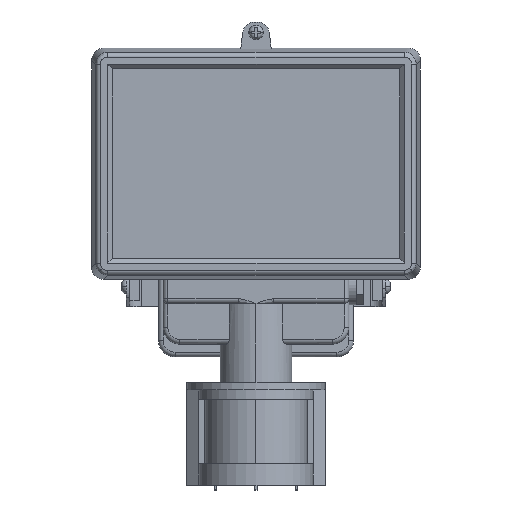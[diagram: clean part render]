
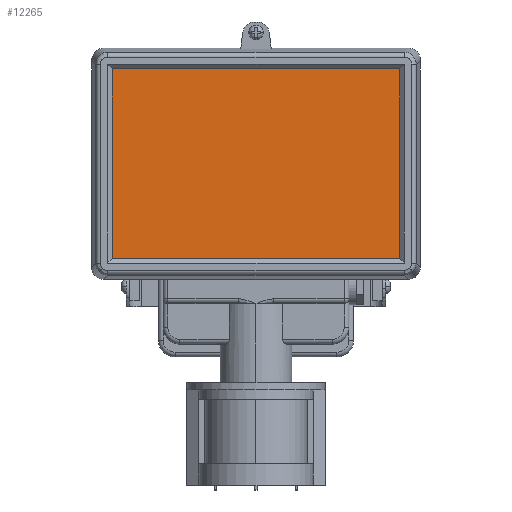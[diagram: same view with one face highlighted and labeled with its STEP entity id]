
A CAD part, top view. The second image highlights one B-rep face of the part: STEP entity #12265.
In plain terms, the highlighted planar face has unit normal (0, 0, 1).
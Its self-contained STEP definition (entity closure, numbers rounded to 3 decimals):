
#595 = CARTESIAN_POINT ( 'NONE',  ( -64.42, -43.92, 8. ) ) ;
#1782 = VERTEX_POINT ( 'NONE', #10147 ) ;
#2318 = ORIENTED_EDGE ( 'NONE', *, *, #5289, .T. ) ;
#2407 = DIRECTION ( 'NONE',  ( 0., 1., 0. ) ) ;
#2546 = LINE ( 'NONE', #13281, #4231 ) ;
#2676 = DIRECTION ( 'NONE',  ( 0., 0., -1. ) ) ;
#2762 = DIRECTION ( 'NONE',  ( 1., 0., 0. ) ) ;
#2934 = ORIENTED_EDGE ( 'NONE', *, *, #3358, .T. ) ;
#3278 = VECTOR ( 'NONE', #2407, 1000. ) ;
#3358 = EDGE_CURVE ( 'NONE', #9763, #3615, #6266, .T. ) ;
#3615 = VERTEX_POINT ( 'NONE', #9116 ) ;
#3633 = VECTOR ( 'NONE', #11505, 1000. ) ;
#3994 = CARTESIAN_POINT ( 'NONE',  ( -64.42, -43.92, 8. ) ) ;
#4231 = VECTOR ( 'NONE', #6844, 1000. ) ;
#5100 = FACE_OUTER_BOUND ( 'NONE', #9692, .T. ) ;
#5207 = LINE ( 'NONE', #3994, #6371 ) ;
#5289 = EDGE_CURVE ( 'NONE', #1782, #9763, #10965, .T. ) ;
#5539 = AXIS2_PLACEMENT_3D ( 'NONE', #9037, #2676, #12409 ) ;
#6266 = LINE ( 'NONE', #7106, #3633 ) ;
#6371 = VECTOR ( 'NONE', #2762, 1000. ) ;
#6844 = DIRECTION ( 'NONE',  ( 0., -1., 0. ) ) ;
#7106 = CARTESIAN_POINT ( 'NONE',  ( -64.42, 43.92, 8. ) ) ;
#7343 = EDGE_CURVE ( 'NONE', #3615, #8766, #2546, .T. ) ;
#7900 = EDGE_CURVE ( 'NONE', #8766, #1782, #5207, .T. ) ;
#8331 = ORIENTED_EDGE ( 'NONE', *, *, #7900, .T. ) ;
#8766 = VERTEX_POINT ( 'NONE', #595 ) ;
#8963 = CARTESIAN_POINT ( 'NONE',  ( 64.42, 43.92, 8. ) ) ;
#9037 = CARTESIAN_POINT ( 'NONE',  ( 0., 0., 8. ) ) ;
#9116 = CARTESIAN_POINT ( 'NONE',  ( -64.42, 43.92, 8. ) ) ;
#9692 = EDGE_LOOP ( 'NONE', ( #2318, #2934, #11335, #8331 ) ) ;
#9763 = VERTEX_POINT ( 'NONE', #8963 ) ;
#10147 = CARTESIAN_POINT ( 'NONE',  ( 64.42, -43.92, 8. ) ) ;
#10965 = LINE ( 'NONE', #11066, #3278 ) ;
#11066 = CARTESIAN_POINT ( 'NONE',  ( 64.42, -43.92, 8. ) ) ;
#11335 = ORIENTED_EDGE ( 'NONE', *, *, #7343, .T. ) ;
#11505 = DIRECTION ( 'NONE',  ( -1., 0., 0. ) ) ;
#12265 = ADVANCED_FACE ( 'NONE', ( #5100 ), #13530, .F. ) ;
#12409 = DIRECTION ( 'NONE',  ( -1., 0., 0. ) ) ;
#13281 = CARTESIAN_POINT ( 'NONE',  ( -64.42, -43.92, 8. ) ) ;
#13530 = PLANE ( 'NONE',  #5539 ) ;
